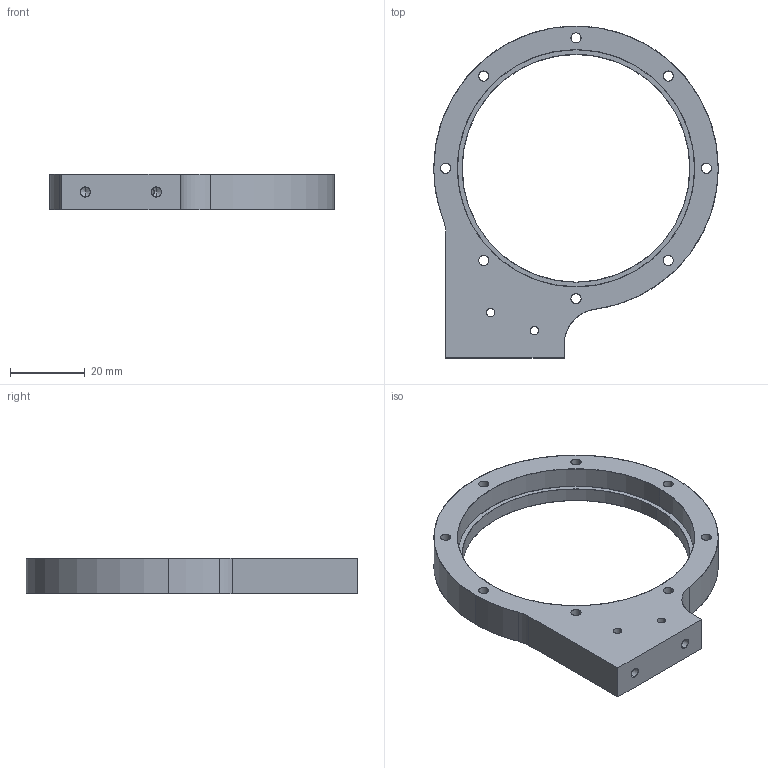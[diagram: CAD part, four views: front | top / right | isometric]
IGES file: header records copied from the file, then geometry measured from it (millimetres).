
Start section: SolidWorks IGES file using analytic representation for surfaces
Global section: file name: a01-shoulder-base_otherside.IGS; native system: SolidWorks 2006 by SolidWorks Corporation; preprocessor: SolidWorks 2006 by SolidWorks Corporation; author: leinad; date: 080605.115707; units: inch
Bounding box: 76.2 x 88.9 x 9.53 mm (x, y, z)
Surface area: 9837.7 mm2 (no closed solid volume)
Topology: 0 solids, 0 shells, 43 faces, 1419 edges, 1530 vertices
Faces by surface type: revolution 37, bspline 6
